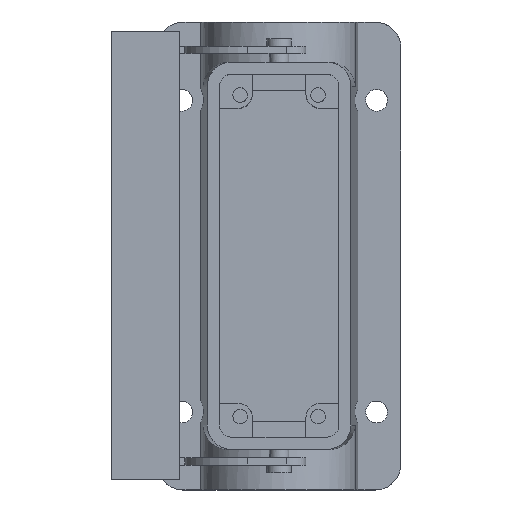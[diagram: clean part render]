
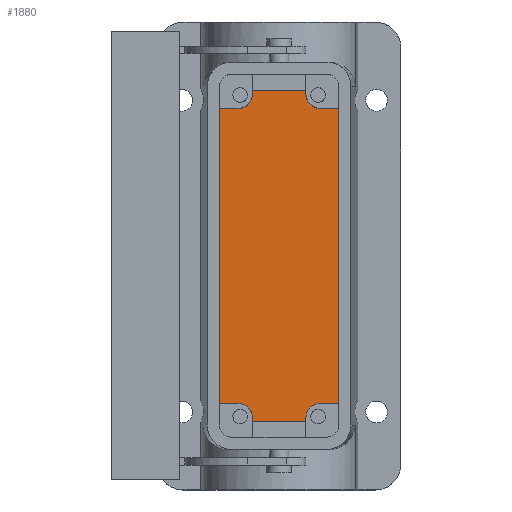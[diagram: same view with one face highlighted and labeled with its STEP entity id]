
A CAD part, top view. The second image highlights one B-rep face of the part: STEP entity #1880.
In plain terms, the highlighted planar face has unit normal (0, 0, 1).
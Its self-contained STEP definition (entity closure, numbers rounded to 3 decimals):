
#624=AXIS2_PLACEMENT_3D('Circle Axis2P3D',#622,#623,$) ;
#700=AXIS2_PLACEMENT_3D('Circle Axis2P3D',#698,#699,$) ;
#1799=AXIS2_PLACEMENT_3D('Plane Axis2P3D',#1796,#1797,#1798) ;
#1812=AXIS2_PLACEMENT_3D('Circle Axis2P3D',#1810,#1811,$) ;
#1845=AXIS2_PLACEMENT_3D('Circle Axis2P3D',#1843,#1844,$) ;
#395=CARTESIAN_POINT('Vertex',(26.,17.75,4.5)) ;
#398=CARTESIAN_POINT('Line Origine',(24.125,17.75,4.5)) ;
#402=CARTESIAN_POINT('Vertex',(22.25,17.75,4.5)) ;
#597=CARTESIAN_POINT('Vertex',(46.75,17.75,4.5)) ;
#600=CARTESIAN_POINT('Line Origine',(44.875,17.75,4.5)) ;
#604=CARTESIAN_POINT('Vertex',(43.,17.75,4.5)) ;
#622=CARTESIAN_POINT('Axis2P3D Location',(43.,14.75,4.5)) ;
#626=CARTESIAN_POINT('Vertex',(40.,14.75,4.5)) ;
#641=CARTESIAN_POINT('Line Origine',(40.,14.375,4.5)) ;
#645=CARTESIAN_POINT('Vertex',(40.,14.,4.5)) ;
#660=CARTESIAN_POINT('Line Origine',(34.5,14.,4.5)) ;
#664=CARTESIAN_POINT('Vertex',(29.,14.,4.5)) ;
#679=CARTESIAN_POINT('Line Origine',(29.,14.375,4.5)) ;
#683=CARTESIAN_POINT('Vertex',(29.,14.75,4.5)) ;
#698=CARTESIAN_POINT('Axis2P3D Location',(26.,14.75,4.5)) ;
#1796=CARTESIAN_POINT('Axis2P3D Location',(34.5,48.,4.5)) ;
#1801=CARTESIAN_POINT('Line Origine',(29.,81.625,4.5)) ;
#1805=CARTESIAN_POINT('Vertex',(29.,81.25,4.5)) ;
#1807=CARTESIAN_POINT('Vertex',(29.,82.,4.5)) ;
#1810=CARTESIAN_POINT('Axis2P3D Location',(26.,81.25,4.5)) ;
#1814=CARTESIAN_POINT('Vertex',(26.,78.25,4.5)) ;
#1817=CARTESIAN_POINT('Line Origine',(24.125,78.25,4.5)) ;
#1821=CARTESIAN_POINT('Vertex',(22.25,78.25,4.5)) ;
#1824=CARTESIAN_POINT('Line Origine',(22.25,48.,4.5)) ;
#1829=CARTESIAN_POINT('Line Origine',(46.75,48.,4.5)) ;
#1833=CARTESIAN_POINT('Vertex',(46.75,78.25,4.5)) ;
#1836=CARTESIAN_POINT('Line Origine',(44.875,78.25,4.5)) ;
#1840=CARTESIAN_POINT('Vertex',(43.,78.25,4.5)) ;
#1843=CARTESIAN_POINT('Axis2P3D Location',(43.,81.25,4.5)) ;
#1847=CARTESIAN_POINT('Vertex',(40.,81.25,4.5)) ;
#1850=CARTESIAN_POINT('Line Origine',(40.,81.625,4.5)) ;
#1854=CARTESIAN_POINT('Vertex',(40.,82.,4.5)) ;
#1857=CARTESIAN_POINT('Line Origine',(34.5,82.,4.5)) ;
#399=DIRECTION('Vector Direction',(-1.,0.,0.)) ;
#601=DIRECTION('Vector Direction',(1.,0.,0.)) ;
#623=DIRECTION('Axis2P3D Direction',(-0.,0.,-1.)) ;
#642=DIRECTION('Vector Direction',(0.,-1.,0.)) ;
#661=DIRECTION('Vector Direction',(-1.,0.,0.)) ;
#680=DIRECTION('Vector Direction',(0.,-1.,0.)) ;
#699=DIRECTION('Axis2P3D Direction',(0.,0.,-1.)) ;
#1797=DIRECTION('Axis2P3D Direction',(-0.,0.,1.)) ;
#1798=DIRECTION('Axis2P3D XDirection',(0.,-1.,0.)) ;
#1802=DIRECTION('Vector Direction',(0.,1.,0.)) ;
#1811=DIRECTION('Axis2P3D Direction',(-0.,0.,1.)) ;
#1818=DIRECTION('Vector Direction',(-1.,0.,0.)) ;
#1825=DIRECTION('Vector Direction',(0.,1.,0.)) ;
#1830=DIRECTION('Vector Direction',(0.,-1.,0.)) ;
#1837=DIRECTION('Vector Direction',(1.,0.,0.)) ;
#1844=DIRECTION('Axis2P3D Direction',(-0.,0.,1.)) ;
#1851=DIRECTION('Vector Direction',(0.,1.,0.)) ;
#1858=DIRECTION('Vector Direction',(-1.,0.,0.)) ;
#400=VECTOR('Line Direction',#399,1.) ;
#602=VECTOR('Line Direction',#601,1.) ;
#643=VECTOR('Line Direction',#642,1.) ;
#662=VECTOR('Line Direction',#661,1.) ;
#681=VECTOR('Line Direction',#680,1.) ;
#1803=VECTOR('Line Direction',#1802,1.) ;
#1819=VECTOR('Line Direction',#1818,1.) ;
#1826=VECTOR('Line Direction',#1825,1.) ;
#1831=VECTOR('Line Direction',#1830,1.) ;
#1838=VECTOR('Line Direction',#1837,1.) ;
#1852=VECTOR('Line Direction',#1851,1.) ;
#1859=VECTOR('Line Direction',#1858,1.) ;
#1863=ORIENTED_EDGE('',*,*,#1809,.F.) ;
#1864=ORIENTED_EDGE('',*,*,#1816,.F.) ;
#1865=ORIENTED_EDGE('',*,*,#1823,.T.) ;
#1866=ORIENTED_EDGE('',*,*,#1828,.T.) ;
#1867=ORIENTED_EDGE('',*,*,#404,.F.) ;
#1868=ORIENTED_EDGE('',*,*,#702,.F.) ;
#1869=ORIENTED_EDGE('',*,*,#685,.T.) ;
#1870=ORIENTED_EDGE('',*,*,#666,.F.) ;
#1871=ORIENTED_EDGE('',*,*,#647,.F.) ;
#1872=ORIENTED_EDGE('',*,*,#628,.F.) ;
#1873=ORIENTED_EDGE('',*,*,#606,.T.) ;
#1874=ORIENTED_EDGE('',*,*,#1835,.T.) ;
#1875=ORIENTED_EDGE('',*,*,#1842,.F.) ;
#1876=ORIENTED_EDGE('',*,*,#1849,.F.) ;
#1877=ORIENTED_EDGE('',*,*,#1856,.T.) ;
#1878=ORIENTED_EDGE('',*,*,#1861,.T.) ;
#1880=ADVANCED_FACE('Housing',(#1879),#1800,.T.) ;
#625=CIRCLE('generated circle',#624,3.) ;
#701=CIRCLE('generated circle',#700,3.) ;
#1813=CIRCLE('generated circle',#1812,3.) ;
#1846=CIRCLE('generated circle',#1845,3.) ;
#404=EDGE_CURVE('',#396,#403,#401,.T.) ;
#606=EDGE_CURVE('',#605,#598,#603,.T.) ;
#628=EDGE_CURVE('',#605,#627,#625,.F.) ;
#647=EDGE_CURVE('',#627,#646,#644,.T.) ;
#666=EDGE_CURVE('',#646,#665,#663,.T.) ;
#685=EDGE_CURVE('',#684,#665,#682,.T.) ;
#702=EDGE_CURVE('',#684,#396,#701,.F.) ;
#1809=EDGE_CURVE('',#1806,#1808,#1804,.T.) ;
#1816=EDGE_CURVE('',#1815,#1806,#1813,.T.) ;
#1823=EDGE_CURVE('',#1815,#1822,#1820,.T.) ;
#1828=EDGE_CURVE('',#1822,#403,#1827,.F.) ;
#1835=EDGE_CURVE('',#598,#1834,#1832,.F.) ;
#1842=EDGE_CURVE('',#1841,#1834,#1839,.T.) ;
#1849=EDGE_CURVE('',#1848,#1841,#1846,.T.) ;
#1856=EDGE_CURVE('',#1848,#1855,#1853,.T.) ;
#1861=EDGE_CURVE('',#1855,#1808,#1860,.T.) ;
#1862=EDGE_LOOP('',(#1863,#1864,#1865,#1866,#1867,#1868,#1869,#1870,#1871,#1872,#1873,#1874,#1875,#1876,#1877,#1878)) ;
#1879=FACE_OUTER_BOUND('',#1862,.T.) ;
#401=LINE('Line',#398,#400) ;
#603=LINE('Line',#600,#602) ;
#644=LINE('Line',#641,#643) ;
#663=LINE('Line',#660,#662) ;
#682=LINE('Line',#679,#681) ;
#1804=LINE('Line',#1801,#1803) ;
#1820=LINE('Line',#1817,#1819) ;
#1827=LINE('Line',#1824,#1826) ;
#1832=LINE('Line',#1829,#1831) ;
#1839=LINE('Line',#1836,#1838) ;
#1853=LINE('Line',#1850,#1852) ;
#1860=LINE('Line',#1857,#1859) ;
#1800=PLANE('',#1799) ;
#396=VERTEX_POINT('',#395) ;
#403=VERTEX_POINT('',#402) ;
#598=VERTEX_POINT('',#597) ;
#605=VERTEX_POINT('',#604) ;
#627=VERTEX_POINT('',#626) ;
#646=VERTEX_POINT('',#645) ;
#665=VERTEX_POINT('',#664) ;
#684=VERTEX_POINT('',#683) ;
#1806=VERTEX_POINT('',#1805) ;
#1808=VERTEX_POINT('',#1807) ;
#1815=VERTEX_POINT('',#1814) ;
#1822=VERTEX_POINT('',#1821) ;
#1834=VERTEX_POINT('',#1833) ;
#1841=VERTEX_POINT('',#1840) ;
#1848=VERTEX_POINT('',#1847) ;
#1855=VERTEX_POINT('',#1854) ;
